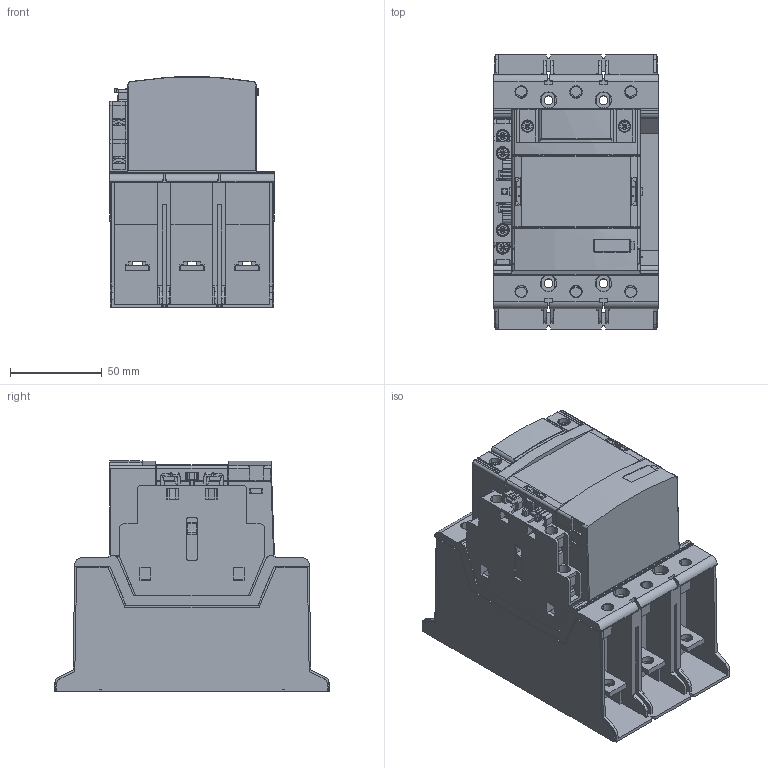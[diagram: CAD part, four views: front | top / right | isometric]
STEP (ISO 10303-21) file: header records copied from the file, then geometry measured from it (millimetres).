
FILE_DESCRIPTION((''),'2;1');
FILE_NAME('10002701129_ASM','2017-12-05T',('cwyrsch'),('Rockwell Automation Switzerland GmbH'),'PRO/ENGINEER BY PARAMETRIC TECHNOLOGY CORPORATION, 2015440','PRO/ENGINEER BY PARAMETRIC TECHNOLOGY CORPORATION, 2015440','');
FILE_SCHEMA(('AUTOMOTIVE_DESIGN { 1 0 10303 214 1 1 1 1 }'));
Products named in the file (6): 10002701128; 10002701127; 10002701126; 10002701125; 10002701124; 10002701129_ASM
Assembly tree (15 placements, depth 2):
  10002701129_ASM
    10002701128
    10002701127  x6
    10002701126
    10002701125  x6
    10002701124
Bounding box: 90 x 150 x 126.09 mm (x, y, z)
Volume: 859287.7 mm3; surface area: 200582.1 mm2
Topology: 15 solids, 15 shells, 2795 faces, 8186 edges, 5409 vertices
Faces by surface type: plane 1767, cylinder 888, cone 84, torus 54, sphere 2
Entity records: 107353 total; most frequent: CARTESIAN_POINT 15961, ORIENTED_EDGE 14004, DIRECTION 13189, PRESENTATION_STYLE_ASSIGNMENT 7446, STYLED_ITEM 7007, CURVE_STYLE 7002, EDGE_CURVE 7002, VECTOR 5189
